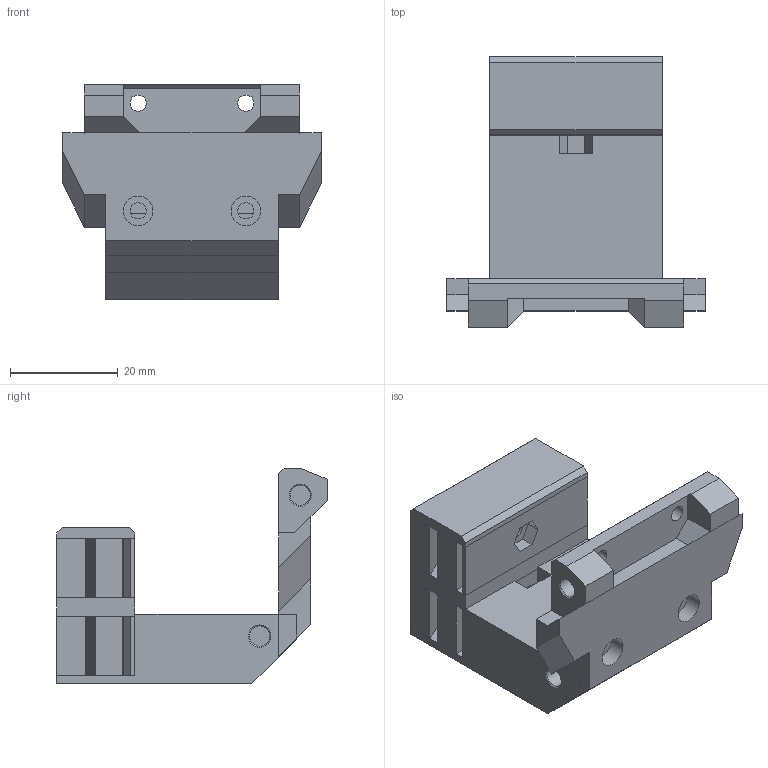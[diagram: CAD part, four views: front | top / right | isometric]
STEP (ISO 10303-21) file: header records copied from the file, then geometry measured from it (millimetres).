
FILE_DESCRIPTION(/* description */ (''),/* implementation_level */ '2;1');
FILE_NAME(/* name */ 'mount melloy.step',/* time_stamp */ '2022-10-10T10:03:06+03:00',/* author */ (''),/* organization */ (''),/* preprocessor_version */ 'ST-DEVELOPER v19',/* originating_system */ 'Autodesk Translation Framework v11.7.0.108',/* authorisation */ '');
FILE_SCHEMA (('AUTOMOTIVE_DESIGN { 1 0 10303 214 3 1 1 }'));
Length unit declared in the file: millimetre
Products named in the file (5): Box Crossbeam v9 fork ORBITER; Cut belt long Mellow; Cut belt top; Down Plate plane Mellow; Box mount
Assembly tree (4 placements, depth 2):
  Box Crossbeam v9 fork ORBITER
    Cut belt long Mellow
    Cut belt top
    Down Plate plane Mellow
    Box mount
Bounding box: 48 x 50.2 x 40 mm (x, y, z)
Volume: 27273.5 mm3; surface area: 16473.8 mm2
Topology: 14 solids, 14 shells, 271 faces, 695 edges, 460 vertices
Faces by surface type: plane 219, cylinder 48, cone 4
Full cylindrical faces by diameter (mm): 3 x4, 3.75 x4, 5.5 x2
Entity records: 8281 total; most frequent: CARTESIAN_POINT 1435, ORIENTED_EDGE 1390, DIRECTION 1355, EDGE_CURVE 695, LINE 595, VECTOR 595, VERTEX_POINT 460, AXIS2_PLACEMENT_3D 380
